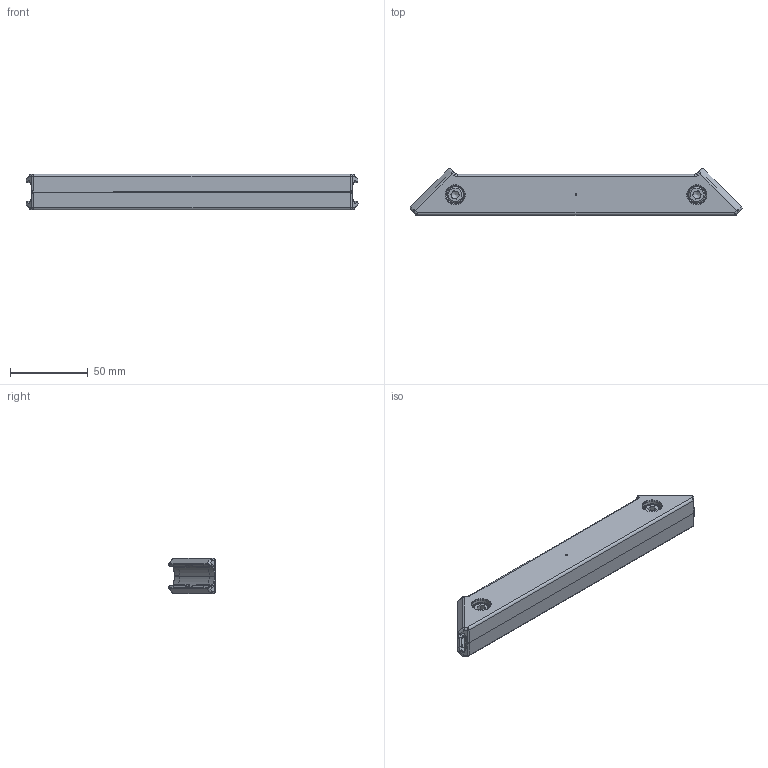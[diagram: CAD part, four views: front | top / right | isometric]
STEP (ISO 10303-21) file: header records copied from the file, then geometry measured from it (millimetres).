
FILE_DESCRIPTION(/* description */ ('KriTec Winkelstrebe D30-90°'),/* implementation_level */ '2;1');
FILE_NAME(/* name */ '22151_KriTec_Winkelstrebe_D30-90GRAD.stp',/* time_stamp */ '2020-11-04T13:07:14+01:00',/* author */ ('jendrek'),/* organization */ (''),/* preprocessor_version */ 'ST-DEVELOPER v17',/* originating_system */ 'Autodesk Inventor 2018',/* authorisation */ '');
FILE_SCHEMA (('AUTOMOTIVE_DESIGN { 1 0 10303 214 3 1 1 }'));
Length unit declared in the file: millimetre
Products named in the file (4): 22151; 22151_1; 22151_0; 22151_2
Assembly tree (6 placements, depth 2):
  22151
    22151_1  x2
    22151_0  x2
    22151_2  x2
Bounding box: 213.62 x 30.3 x 22.8 mm (x, y, z)
Volume: 70530.8 mm3; surface area: 41577.3 mm2
Topology: 6 solids, 6 shells, 1618 faces, 3850 edges, 2228 vertices
Faces by surface type: bspline 682, cylinder 420, plane 224, torus 132, cone 84, sphere 76
Full cylindrical faces by diameter (mm): 5 x2, 6 x4, 7.143 x2, 10 x4
Entity records: 32871 total; most frequent: CARTESIAN_POINT 15667, ORIENTED_EDGE 3812, DIRECTION 3457, EDGE_CURVE 1906, AXIS2_PLACEMENT_3D 1497, VERTEX_POINT 1114, CIRCLE 841, EDGE_LOOP 826
